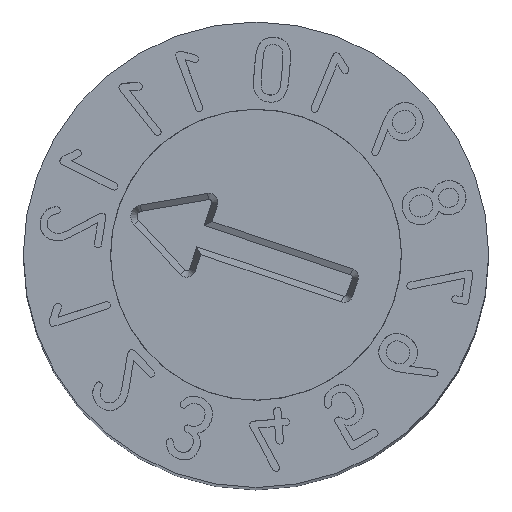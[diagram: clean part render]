
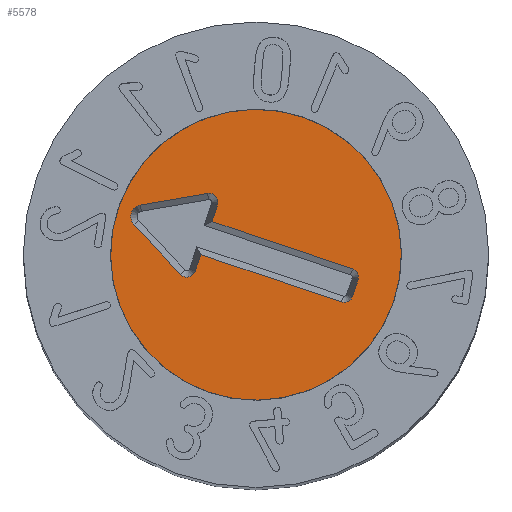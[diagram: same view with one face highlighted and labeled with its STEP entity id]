
A CAD part, top view. The second image highlights one B-rep face of the part: STEP entity #5578.
In plain terms, the highlighted planar face has unit normal (0, 0, 1).
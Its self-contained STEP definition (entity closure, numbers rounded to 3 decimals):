
#63=CIRCLE('',#5756,0.075);
#65=CIRCLE('',#5761,0.076);
#67=CIRCLE('',#5765,0.1);
#69=CIRCLE('',#5769,0.076);
#71=CIRCLE('',#5774,0.075);
#80=CIRCLE('',#5792,1.25);
#105=FACE_BOUND('',#841,.T.);
#208=PLANE('',#5793);
#512=FACE_OUTER_BOUND('',#840,.T.);
#840=EDGE_LOOP('',(#5080));
#841=EDGE_LOOP('',(#5081,#5082,#5083,#5084,#5085,#5086,#5087,#5088,#5089,
#5090,#5091,#5092));
#1243=LINE('',#10565,#1671);
#1246=LINE('',#10571,#1674);
#1250=LINE('',#10583,#1678);
#1254=LINE('',#10595,#1682);
#1258=LINE('',#10607,#1686);
#1261=LINE('',#10613,#1689);
#1265=LINE('',#10623,#1693);
#1671=VECTOR('',#6445,10.);
#1674=VECTOR('',#6450,10.);
#1678=VECTOR('',#6462,10.);
#1682=VECTOR('',#6474,10.);
#1686=VECTOR('',#6486,10.);
#1689=VECTOR('',#6491,10.);
#1693=VECTOR('',#6503,10.);
#2582=VERTEX_POINT('',#10556);
#2583=VERTEX_POINT('',#10558);
#2585=VERTEX_POINT('',#10564);
#2587=VERTEX_POINT('',#10570);
#2589=VERTEX_POINT('',#10576);
#2591=VERTEX_POINT('',#10582);
#2593=VERTEX_POINT('',#10588);
#2595=VERTEX_POINT('',#10594);
#2597=VERTEX_POINT('',#10600);
#2599=VERTEX_POINT('',#10606);
#2601=VERTEX_POINT('',#10612);
#2603=VERTEX_POINT('',#10618);
#2611=VERTEX_POINT('',#10650);
#3392=EDGE_CURVE('',#2583,#2582,#63,.T.);
#3395=EDGE_CURVE('',#2585,#2583,#1243,.T.);
#3398=EDGE_CURVE('',#2587,#2585,#1246,.T.);
#3401=EDGE_CURVE('',#2589,#2587,#65,.T.);
#3404=EDGE_CURVE('',#2591,#2589,#1250,.T.);
#3407=EDGE_CURVE('',#2593,#2591,#67,.T.);
#3410=EDGE_CURVE('',#2595,#2593,#1254,.T.);
#3413=EDGE_CURVE('',#2597,#2595,#69,.T.);
#3416=EDGE_CURVE('',#2599,#2597,#1258,.T.);
#3419=EDGE_CURVE('',#2601,#2599,#1261,.T.);
#3422=EDGE_CURVE('',#2603,#2601,#71,.T.);
#3425=EDGE_CURVE('',#2582,#2603,#1265,.T.);
#3437=EDGE_CURVE('',#2611,#2611,#80,.T.);
#5080=ORIENTED_EDGE('',*,*,#3437,.F.);
#5081=ORIENTED_EDGE('',*,*,#3392,.T.);
#5082=ORIENTED_EDGE('',*,*,#3425,.T.);
#5083=ORIENTED_EDGE('',*,*,#3422,.T.);
#5084=ORIENTED_EDGE('',*,*,#3419,.T.);
#5085=ORIENTED_EDGE('',*,*,#3416,.T.);
#5086=ORIENTED_EDGE('',*,*,#3413,.T.);
#5087=ORIENTED_EDGE('',*,*,#3410,.T.);
#5088=ORIENTED_EDGE('',*,*,#3407,.T.);
#5089=ORIENTED_EDGE('',*,*,#3404,.T.);
#5090=ORIENTED_EDGE('',*,*,#3401,.T.);
#5091=ORIENTED_EDGE('',*,*,#3398,.T.);
#5092=ORIENTED_EDGE('',*,*,#3395,.T.);
#5578=ADVANCED_FACE('',(#512,#105),#208,.F.);
#5756=AXIS2_PLACEMENT_3D('',#10559,#6439,#6440);
#5761=AXIS2_PLACEMENT_3D('',#10577,#6456,#6457);
#5765=AXIS2_PLACEMENT_3D('',#10589,#6468,#6469);
#5769=AXIS2_PLACEMENT_3D('',#10601,#6480,#6481);
#5774=AXIS2_PLACEMENT_3D('',#10619,#6497,#6498);
#5792=AXIS2_PLACEMENT_3D('',#10651,#6539,#6540);
#5793=AXIS2_PLACEMENT_3D('',#10653,#6542,#6543);
#6439=DIRECTION('center_axis',(0.,0.,-1.));
#6440=DIRECTION('ref_axis',(0.,-1.,0.));
#6445=DIRECTION('',(0.,1.,0.));
#6450=DIRECTION('',(1.,0.,0.));
#6456=DIRECTION('center_axis',(0.,0.,-1.));
#6457=DIRECTION('ref_axis',(0.,-1.,0.));
#6462=DIRECTION('',(-0.476,0.88,0.));
#6468=DIRECTION('center_axis',(0.,0.,-1.));
#6469=DIRECTION('ref_axis',(0.88,0.476,0.));
#6474=DIRECTION('',(-0.476,-0.88,0.));
#6480=DIRECTION('center_axis',(0.,0.,-1.));
#6481=DIRECTION('ref_axis',(-0.88,0.476,0.));
#6486=DIRECTION('',(1.,0.,0.));
#6491=DIRECTION('',(0.,-1.,0.));
#6497=DIRECTION('center_axis',(0.,0.,-1.));
#6498=DIRECTION('ref_axis',(-1.,0.,0.));
#6503=DIRECTION('',(1.,0.,0.));
#6539=DIRECTION('center_axis',(0.,0.,-1.));
#6540=DIRECTION('ref_axis',(-1.,0.,0.));
#6542=DIRECTION('center_axis',(0.,0.,-1.));
#6543=DIRECTION('ref_axis',(-1.,0.,0.));
#10556=CARTESIAN_POINT('',(-0.075,0.9,2.3));
#10558=CARTESIAN_POINT('',(-0.15,0.825,2.3));
#10559=CARTESIAN_POINT('Origin',(-0.075,0.825,2.3));
#10564=CARTESIAN_POINT('',(-0.15,-0.45,2.3));
#10565=CARTESIAN_POINT('',(-0.15,0.413,2.3));
#10570=CARTESIAN_POINT('',(-0.3,-0.45,2.3));
#10571=CARTESIAN_POINT('',(-0.075,-0.45,2.3));
#10576=CARTESIAN_POINT('',(-0.367,-0.562,2.3));
#10577=CARTESIAN_POINT('Origin',(-0.3,-0.526,2.3));
#10582=CARTESIAN_POINT('',(-0.088,-1.077,2.3));
#10583=CARTESIAN_POINT('',(-0.443,-0.421,2.3));
#10588=CARTESIAN_POINT('',(0.088,-1.077,2.3));
#10589=CARTESIAN_POINT('Origin',(0.,-1.03,
2.3));
#10594=CARTESIAN_POINT('',(0.367,-0.562,2.3));
#10595=CARTESIAN_POINT('',(0.303,-0.679,2.3));
#10600=CARTESIAN_POINT('',(0.3,-0.45,2.3));
#10601=CARTESIAN_POINT('Origin',(0.3,-0.526,2.3));
#10606=CARTESIAN_POINT('',(0.15,-0.45,2.3));
#10607=CARTESIAN_POINT('',(0.15,-0.45,2.3));
#10612=CARTESIAN_POINT('',(0.15,0.825,2.3));
#10613=CARTESIAN_POINT('',(0.15,-0.225,2.3));
#10618=CARTESIAN_POINT('',(0.075,0.9,2.3));
#10619=CARTESIAN_POINT('Origin',(0.075,0.825,2.3));
#10623=CARTESIAN_POINT('',(0.,0.9,2.3));
#10650=CARTESIAN_POINT('',(1.25,0.,2.3));
#10651=CARTESIAN_POINT('Origin',(0.,0.,2.3));
#10653=CARTESIAN_POINT('Origin',(0.,0.,2.3));
